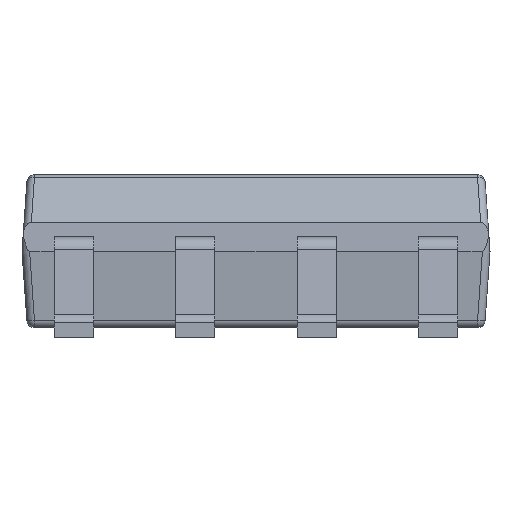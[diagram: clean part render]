
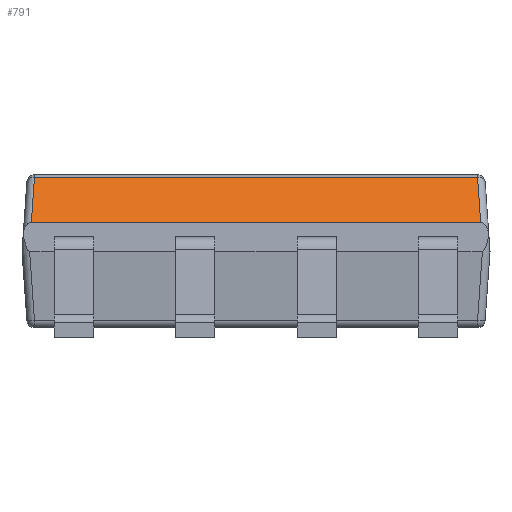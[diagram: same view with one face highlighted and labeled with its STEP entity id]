
A CAD part, front view. The second image highlights one B-rep face of the part: STEP entity #791.
In plain terms, the highlighted planar face has unit normal (0, -0.754, 0.656).
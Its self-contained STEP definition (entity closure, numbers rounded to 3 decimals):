
#272 = ORIENTED_EDGE ( 'NONE', *, *, #11794, .T. ) ;
#791 = ADVANCED_FACE ( 'NONE', ( #2459 ), #12083, .F. ) ;
#867 = LINE ( 'NONE', #16064, #5304 ) ;
#1735 = CARTESIAN_POINT ( 'NONE',  ( -5., -1.494, 0.8 ) ) ;
#2062 = ORIENTED_EDGE ( 'NONE', *, *, #5569, .T. ) ;
#2459 = FACE_OUTER_BOUND ( 'NONE', #14644, .T. ) ;
#3101 = EDGE_CURVE ( 'NONE', #16462, #3822, #15486, .T. ) ;
#3822 = VERTEX_POINT ( 'NONE', #15712 ) ;
#5234 = AXIS2_PLACEMENT_3D ( 'NONE', #1735, #7218, #12530 ) ;
#5304 = VECTOR ( 'NONE', #7959, 1000. ) ;
#5365 = VECTOR ( 'NONE', #11138, 1000. ) ;
#5569 = EDGE_CURVE ( 'NONE', #5888, #16462, #13114, .T. ) ;
#5750 = ORIENTED_EDGE ( 'NONE', *, *, #3101, .T. ) ;
#5879 = DIRECTION ( 'NONE',  ( -0.053, -0.655, -0.753 ) ) ;
#5888 = VERTEX_POINT ( 'NONE', #6452 ) ;
#6330 = VECTOR ( 'NONE', #5879, 1000. ) ;
#6452 = CARTESIAN_POINT ( 'NONE',  ( 2.319, -1.518, 0.773 ) ) ;
#6479 = DIRECTION ( 'NONE',  ( -1., 0., 0. ) ) ;
#7218 = DIRECTION ( 'NONE',  ( 0., 0.754, -0.656 ) ) ;
#7959 = DIRECTION ( 'NONE',  ( 1., 0., 0. ) ) ;
#9110 = VECTOR ( 'NONE', #6479, 1000. ) ;
#10521 = CARTESIAN_POINT ( 'NONE',  ( -2.394, -1.518, 0.773 ) ) ;
#10586 = EDGE_CURVE ( 'NONE', #3822, #11565, #867, .T. ) ;
#11046 = LINE ( 'NONE', #16529, #5365 ) ;
#11138 = DIRECTION ( 'NONE',  ( -0.053, 0.655, 0.753 ) ) ;
#11565 = VERTEX_POINT ( 'NONE', #16906 ) ;
#11721 = CARTESIAN_POINT ( 'NONE',  ( -2.325, -1.587, 0.694 ) ) ;
#11794 = EDGE_CURVE ( 'NONE', #11565, #5888, #11046, .T. ) ;
#12083 = PLANE ( 'NONE',  #5234 ) ;
#12530 = DIRECTION ( 'NONE',  ( 0., 0.656, 0.754 ) ) ;
#13114 = LINE ( 'NONE', #10521, #9110 ) ;
#14644 = EDGE_LOOP ( 'NONE', ( #17640, #272, #2062, #5750 ) ) ;
#15030 = CARTESIAN_POINT ( 'NONE',  ( -2.319, -1.518, 0.773 ) ) ;
#15486 = LINE ( 'NONE', #11721, #6330 ) ;
#15712 = CARTESIAN_POINT ( 'NONE',  ( -2.352, -1.929, 0.3 ) ) ;
#16064 = CARTESIAN_POINT ( 'NONE',  ( -5., -1.929, 0.3 ) ) ;
#16462 = VERTEX_POINT ( 'NONE', #15030 ) ;
#16529 = CARTESIAN_POINT ( 'NONE',  ( 2.297, -1.241, 1.09 ) ) ;
#16906 = CARTESIAN_POINT ( 'NONE',  ( 2.352, -1.929, 0.3 ) ) ;
#17640 = ORIENTED_EDGE ( 'NONE', *, *, #10586, .T. ) ;
